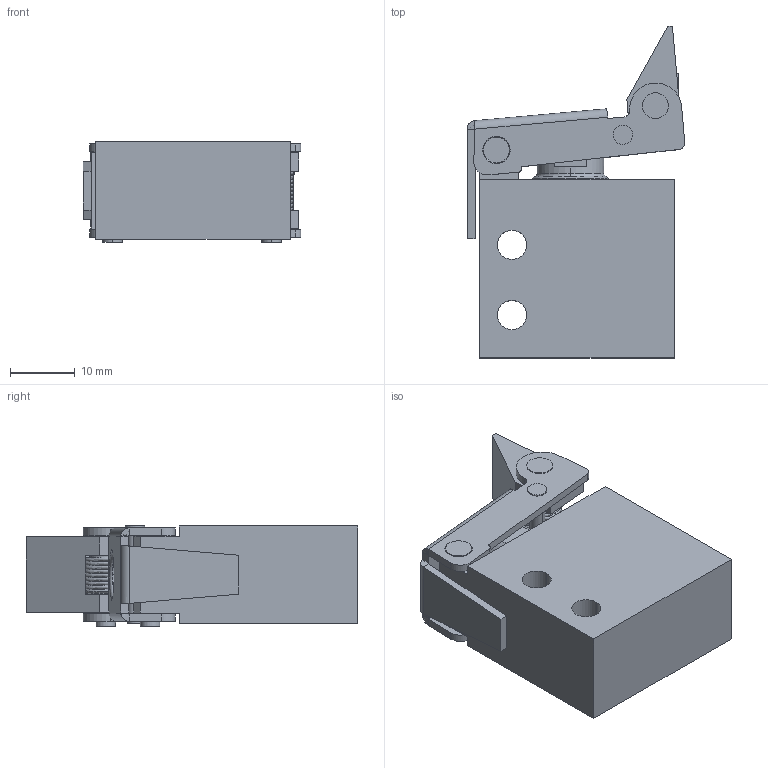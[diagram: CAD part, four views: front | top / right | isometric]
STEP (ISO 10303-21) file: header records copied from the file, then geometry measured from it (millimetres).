
FILE_DESCRIPTION (( 'STEP AP214' ), '1' );
FILE_NAME ('08_152_4.STEP', '2016-07-28T11:38:09', ( '' ), ( '' ), 'SwSTEP 2.0', 'SolidWorks 2016', '' );
FILE_SCHEMA (( 'AUTOMOTIVE_DESIGN' ));
Length unit declared in the file: millimetre
Products named in the file (1): 08_152_4
Bounding box: 33.51 x 51.1 x 15.4 mm (x, y, z)
Volume: 14920 mm3; surface area: 8376.1 mm2
Topology: 8 solids, 8 shells, 183 faces, 423 edges, 261 vertices
Faces by surface type: plane 78, cylinder 57, cone 26, bspline 10, torus 10, sphere 2
Entity records: 10150 total; most frequent: CARTESIAN_POINT 5289, DIRECTION 914, ORIENTED_EDGE 834, EDGE_CURVE 417, AXIS2_PLACEMENT_3D 346, VERTEX_POINT 261, VECTOR 222, LINE 222
